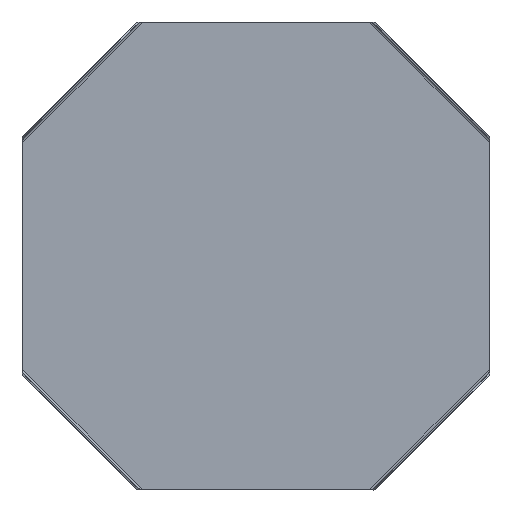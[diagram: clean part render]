
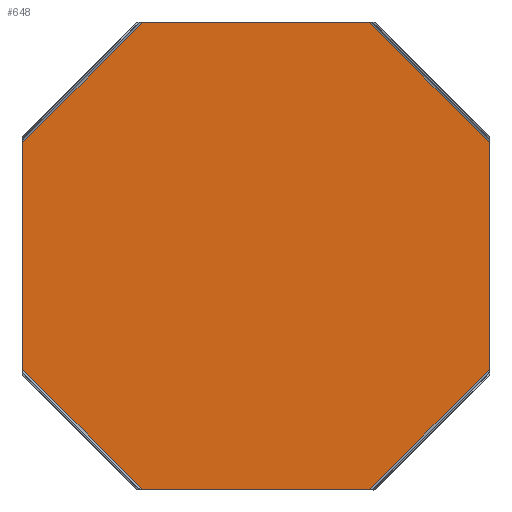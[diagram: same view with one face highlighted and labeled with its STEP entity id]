
A CAD part, front view. The second image highlights one B-rep face of the part: STEP entity #648.
In plain terms, the highlighted planar face has unit normal (0, -1, 0).
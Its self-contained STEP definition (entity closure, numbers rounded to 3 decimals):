
#2 = VECTOR ( 'NONE', #247, 1000. ) ;
#17 = LINE ( 'NONE', #788, #74 ) ;
#22 = VECTOR ( 'NONE', #897, 1000. ) ;
#40 = VECTOR ( 'NONE', #498, 1000. ) ;
#49 = CARTESIAN_POINT ( 'NONE',  ( -74.321, -0.7, 74.321 ) ) ;
#54 = DIRECTION ( 'NONE',  ( -0.707, 0., -0.707 ) ) ;
#62 = LINE ( 'NONE', #489, #40 ) ;
#70 = LINE ( 'NONE', #1110, #184 ) ;
#74 = VECTOR ( 'NONE', #790, 1000. ) ;
#100 = AXIS2_PLACEMENT_3D ( 'NONE', #168, #853, #594 ) ;
#125 = VECTOR ( 'NONE', #263, 1000. ) ;
#128 = FACE_OUTER_BOUND ( 'NONE', #801, .T. ) ;
#143 = VECTOR ( 'NONE', #722, 1000. ) ;
#149 = LINE ( 'NONE', #730, #143 ) ;
#168 = CARTESIAN_POINT ( 'NONE',  ( 0., -0.7, 0. ) ) ;
#176 = PLANE ( 'NONE',  #100 ) ;
#177 = CARTESIAN_POINT ( 'NONE',  ( -48.643, -0.7, -100. ) ) ;
#181 = CARTESIAN_POINT ( 'NONE',  ( 74.321, -0.7, -74.321 ) ) ;
#184 = VECTOR ( 'NONE', #665, 1000. ) ;
#227 = CARTESIAN_POINT ( 'NONE',  ( 48.643, -0.7, -100. ) ) ;
#247 = DIRECTION ( 'NONE',  ( -0.707, 0., -0.707 ) ) ;
#254 = VERTEX_POINT ( 'NONE', #379 ) ;
#263 = DIRECTION ( 'NONE',  ( -1., 0., 0. ) ) ;
#284 = CARTESIAN_POINT ( 'NONE',  ( -67., -0.7, -100. ) ) ;
#310 = ORIENTED_EDGE ( 'NONE', *, *, #500, .F. ) ;
#360 = ORIENTED_EDGE ( 'NONE', *, *, #981, .T. ) ;
#373 = CARTESIAN_POINT ( 'NONE',  ( -100., -0.7, -48.643 ) ) ;
#379 = CARTESIAN_POINT ( 'NONE',  ( 100., -0.7, 48.643 ) ) ;
#394 = VECTOR ( 'NONE', #54, 1000. ) ;
#482 = CARTESIAN_POINT ( 'NONE',  ( 48.643, -0.7, 100. ) ) ;
#489 = CARTESIAN_POINT ( 'NONE',  ( -67., -0.7, 100. ) ) ;
#498 = DIRECTION ( 'NONE',  ( 1., 0., 0. ) ) ;
#499 = EDGE_CURVE ( 'NONE', #254, #1231, #17, .T. ) ;
#500 = EDGE_CURVE ( 'NONE', #1229, #694, #903, .T. ) ;
#594 = DIRECTION ( 'NONE',  ( 0., 0., 1. ) ) ;
#648 = ADVANCED_FACE ( 'NONE', ( #128 ), #176, .F. ) ;
#649 = LINE ( 'NONE', #49, #394 ) ;
#654 = VERTEX_POINT ( 'NONE', #1036 ) ;
#665 = DIRECTION ( 'NONE',  ( -0.707, 0., 0.707 ) ) ;
#679 = EDGE_CURVE ( 'NONE', #254, #816, #149, .T. ) ;
#694 = VERTEX_POINT ( 'NONE', #718 ) ;
#718 = CARTESIAN_POINT ( 'NONE',  ( -100., -0.7, 48.643 ) ) ;
#722 = DIRECTION ( 'NONE',  ( 0., 0., -1. ) ) ;
#730 = CARTESIAN_POINT ( 'NONE',  ( 100., -0.7, -67. ) ) ;
#777 = ORIENTED_EDGE ( 'NONE', *, *, #679, .F. ) ;
#783 = EDGE_CURVE ( 'NONE', #1118, #1229, #70, .T. ) ;
#788 = CARTESIAN_POINT ( 'NONE',  ( 74.321, -0.7, 74.321 ) ) ;
#790 = DIRECTION ( 'NONE',  ( -0.707, 0., 0.707 ) ) ;
#801 = EDGE_LOOP ( 'NONE', ( #1016, #360, #310, #1190, #892, #818, #777, #1026 ) ) ;
#816 = VERTEX_POINT ( 'NONE', #1082 ) ;
#818 = ORIENTED_EDGE ( 'NONE', *, *, #1140, .F. ) ;
#853 = DIRECTION ( 'NONE',  ( 0., 1., 0. ) ) ;
#888 = CARTESIAN_POINT ( 'NONE',  ( -100., -0.7, -67. ) ) ;
#892 = ORIENTED_EDGE ( 'NONE', *, *, #1133, .F. ) ;
#897 = DIRECTION ( 'NONE',  ( 0., 0., 1. ) ) ;
#903 = LINE ( 'NONE', #888, #22 ) ;
#981 = EDGE_CURVE ( 'NONE', #654, #694, #649, .T. ) ;
#987 = LINE ( 'NONE', #181, #2 ) ;
#1016 = ORIENTED_EDGE ( 'NONE', *, *, #1277, .F. ) ;
#1026 = ORIENTED_EDGE ( 'NONE', *, *, #499, .T. ) ;
#1036 = CARTESIAN_POINT ( 'NONE',  ( -48.643, -0.7, 100. ) ) ;
#1082 = CARTESIAN_POINT ( 'NONE',  ( 100., -0.7, -48.643 ) ) ;
#1110 = CARTESIAN_POINT ( 'NONE',  ( -74.321, -0.7, -74.321 ) ) ;
#1118 = VERTEX_POINT ( 'NONE', #177 ) ;
#1133 = EDGE_CURVE ( 'NONE', #1169, #1118, #1149, .T. ) ;
#1140 = EDGE_CURVE ( 'NONE', #816, #1169, #987, .T. ) ;
#1149 = LINE ( 'NONE', #284, #125 ) ;
#1169 = VERTEX_POINT ( 'NONE', #227 ) ;
#1190 = ORIENTED_EDGE ( 'NONE', *, *, #783, .F. ) ;
#1229 = VERTEX_POINT ( 'NONE', #373 ) ;
#1231 = VERTEX_POINT ( 'NONE', #482 ) ;
#1277 = EDGE_CURVE ( 'NONE', #654, #1231, #62, .T. ) ;
